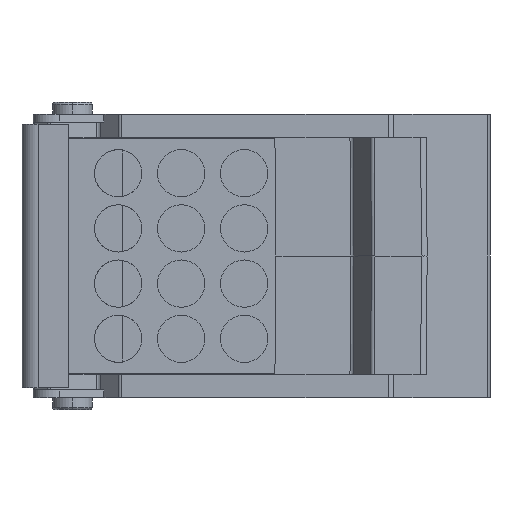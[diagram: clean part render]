
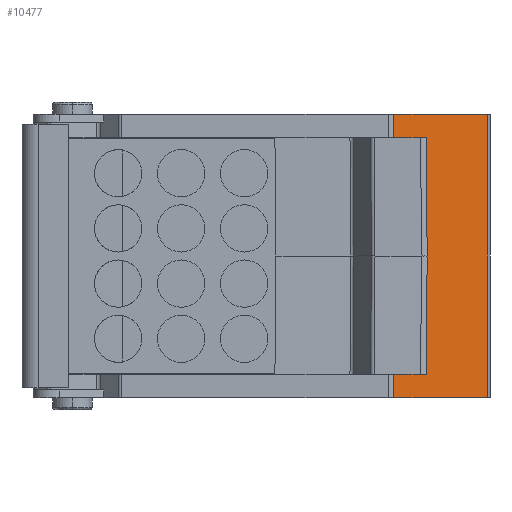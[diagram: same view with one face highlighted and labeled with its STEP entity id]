
A CAD part, left-side view. The second image highlights one B-rep face of the part: STEP entity #10477.
In plain terms, the highlighted planar face has unit normal (-0.707, -0.707, 0).
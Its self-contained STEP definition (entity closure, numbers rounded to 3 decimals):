
#110=DIRECTION('',(-0.707,0.707,0.));
#111=VECTOR('',#110,16.849);
#112=CARTESIAN_POINT('',(-28.793,-57.707,18.));
#113=LINE('',#112,#111);
#592=DIRECTION('',(-0.707,0.707,0.));
#593=VECTOR('',#592,5.798);
#594=CARTESIAN_POINT('',(-36.607,-49.893,-15.));
#595=LINE('',#594,#593);
#999=DIRECTION('',(0.707,-0.707,0.));
#1000=VECTOR('',#999,16.849);
#1001=CARTESIAN_POINT('',(-40.707,-45.793,-18.));
#1002=LINE('',#1001,#1000);
#1427=DIRECTION('',(0.707,-0.707,0.));
#1428=VECTOR('',#1427,5.798);
#1429=CARTESIAN_POINT('',(-40.707,-45.793,15.));
#1430=LINE('',#1429,#1428);
#1547=DIRECTION('',(0.009,-0.009,1.));
#1548=VECTOR('',#1547,15.001);
#1549=CARTESIAN_POINT('',(-36.607,-49.893,-15.));
#1550=LINE('',#1549,#1548);
#1551=DIRECTION('',(-0.009,0.009,1.));
#1552=VECTOR('',#1551,15.001);
#1553=CARTESIAN_POINT('',(-36.476,-50.024,
0.));
#1554=LINE('',#1553,#1552);
#1555=DIRECTION('',(0.,0.,1.));
#1556=VECTOR('',#1555,3.);
#1557=CARTESIAN_POINT('',(-40.707,-45.793,15.));
#1558=LINE('',#1557,#1556);
#1559=CARTESIAN_POINT('',(-36.476,-50.024,
0.));
#2443=DIRECTION('',(0.,0.,1.));
#2444=VECTOR('',#2443,18.);
#2445=CARTESIAN_POINT('',(-28.793,-57.707,-18.));
#2446=LINE('',#2445,#2444);
#2447=DIRECTION('',(0.,0.,1.));
#2448=VECTOR('',#2447,18.);
#2449=CARTESIAN_POINT('',(-28.793,-57.707,0.));
#2450=LINE('',#2449,#2448);
#4822=DIRECTION('',(0.,0.,-1.));
#4823=VECTOR('',#4822,3.);
#4824=CARTESIAN_POINT('',(-40.707,-45.793,-15.));
#4825=LINE('',#4824,#4823);
#6468=CARTESIAN_POINT('',(-40.707,-45.793,-18.));
#6469=VERTEX_POINT('',#6468);
#6470=CARTESIAN_POINT('',(-28.793,-57.707,-18.));
#6471=VERTEX_POINT('',#6470);
#6662=CARTESIAN_POINT('',(-36.607,-49.893,-15.));
#6663=CARTESIAN_POINT('',(-40.707,-45.793,-15.));
#6664=VERTEX_POINT('',#6662);
#6665=VERTEX_POINT('',#6663);
#7127=CARTESIAN_POINT('',(-28.793,-57.707,18.));
#7128=VERTEX_POINT('',#7127);
#7129=CARTESIAN_POINT('',(-40.707,-45.793,18.));
#7130=VERTEX_POINT('',#7129);
#7333=CARTESIAN_POINT('',(-40.707,-45.793,15.));
#7335=VERTEX_POINT('',#7333);
#7336=CARTESIAN_POINT('',(-36.607,-49.893,15.));
#7337=VERTEX_POINT('',#7336);
#7948=VERTEX_POINT('',#1559);
#7988=CARTESIAN_POINT('',(-28.793,-57.707,0.));
#7989=VERTEX_POINT('',#7988);
#10455=CARTESIAN_POINT('',(-34.75,-51.75,-9.));
#10456=DIRECTION('',(0.707,0.707,0.));
#10457=DIRECTION('',(-0.707,0.707,0.));
#10458=AXIS2_PLACEMENT_3D('',#10455,#10456,#10457);
#10459=PLANE('',#10458);
#10461=ORIENTED_EDGE('',*,*,#10460,.T.);
#10463=ORIENTED_EDGE('',*,*,#10462,.T.);
#10464=ORIENTED_EDGE('',*,*,#10207,.F.);
#10465=ORIENTED_EDGE('',*,*,#10441,.T.);
#10466=ORIENTED_EDGE('',*,*,#8288,.F.);
#10468=ORIENTED_EDGE('',*,*,#10467,.F.);
#10470=ORIENTED_EDGE('',*,*,#10469,.F.);
#10471=ORIENTED_EDGE('',*,*,#9549,.F.);
#10473=ORIENTED_EDGE('',*,*,#10472,.F.);
#10474=ORIENTED_EDGE('',*,*,#8915,.F.);
#10475=EDGE_LOOP('',(#10461,#10463,#10464,#10465,#10466,#10468,#10470,#10471,
#10473,#10474));
#10476=FACE_OUTER_BOUND('',#10475,.F.);
#10477=ADVANCED_FACE('',(#10476),#10459,.F.);
#8288=EDGE_CURVE('',#7128,#7130,#113,.T.);
#8915=EDGE_CURVE('',#6664,#6665,#595,.T.);
#9549=EDGE_CURVE('',#6469,#6471,#1002,.T.);
#10207=EDGE_CURVE('',#7335,#7337,#1430,.T.);
#10441=EDGE_CURVE('',#7335,#7130,#1558,.T.);
#10460=EDGE_CURVE('',#6664,#7948,#1550,.T.);
#10462=EDGE_CURVE('',#7948,#7337,#1554,.T.);
#10467=EDGE_CURVE('',#7989,#7128,#2450,.T.);
#10469=EDGE_CURVE('',#6471,#7989,#2446,.T.);
#10472=EDGE_CURVE('',#6665,#6469,#4825,.T.);
